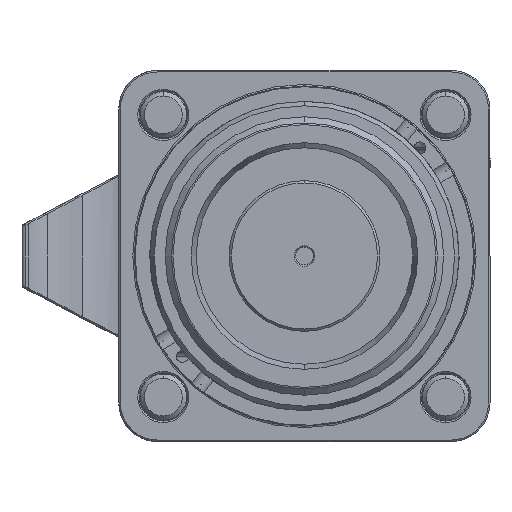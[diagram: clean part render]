
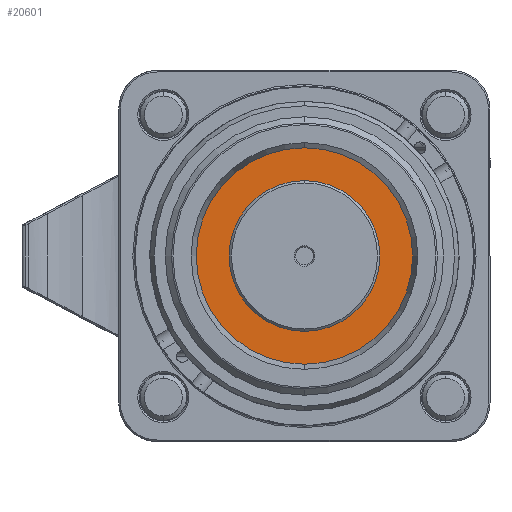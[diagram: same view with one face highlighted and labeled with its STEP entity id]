
A CAD part, front view. The second image highlights one B-rep face of the part: STEP entity #20601.
In plain terms, the highlighted planar face has unit normal (0, -1, 0).
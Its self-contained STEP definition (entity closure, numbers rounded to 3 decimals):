
#99 = DIRECTION ( 'NONE',  ( 0., -1., 0. ) ) ;
#1183 = EDGE_CURVE ( 'NONE', #24038, #27589, #13811, .T. ) ;
#2151 = DIRECTION ( 'NONE',  ( 0., 0., -1. ) ) ;
#2690 = DIRECTION ( 'NONE',  ( 0., -1., 0. ) ) ;
#4812 = CARTESIAN_POINT ( 'NONE',  ( 0., -33.118, 9.75 ) ) ;
#5057 = CARTESIAN_POINT ( 'NONE',  ( 0., -33.118, -14. ) ) ;
#5262 = AXIS2_PLACEMENT_3D ( 'NONE', #8966, #99, #26068 ) ;
#6566 = ORIENTED_EDGE ( 'NONE', *, *, #12790, .F. ) ;
#6812 = CIRCLE ( 'NONE', #23689, 9.75 ) ;
#7088 = FACE_OUTER_BOUND ( 'NONE', #27592, .T. ) ;
#8337 = CIRCLE ( 'NONE', #17255, 9.75 ) ;
#8966 = CARTESIAN_POINT ( 'NONE',  ( 0., -33.118, 0. ) ) ;
#9139 = CIRCLE ( 'NONE', #28031, 14. ) ;
#9421 = FACE_BOUND ( 'NONE', #25514, .T. ) ;
#9819 = DIRECTION ( 'NONE',  ( 0., 0., -1. ) ) ;
#9820 = ORIENTED_EDGE ( 'NONE', *, *, #1183, .T. ) ;
#12345 = VERTEX_POINT ( 'NONE', #4812 ) ;
#12790 = EDGE_CURVE ( 'NONE', #28275, #12345, #8337, .T. ) ;
#13540 = ORIENTED_EDGE ( 'NONE', *, *, #30603, .F. ) ;
#13811 = CIRCLE ( 'NONE', #30700, 14. ) ;
#16577 = PLANE ( 'NONE',  #5262 ) ;
#17255 = AXIS2_PLACEMENT_3D ( 'NONE', #26380, #21838, #26844 ) ;
#18078 = ORIENTED_EDGE ( 'NONE', *, *, #28079, .T. ) ;
#19078 = DIRECTION ( 'NONE',  ( 0., -1., 0. ) ) ;
#19240 = CARTESIAN_POINT ( 'NONE',  ( 0., -33.118, 0. ) ) ;
#20601 = ADVANCED_FACE ( 'NONE', ( #9421, #7088 ), #16577, .T. ) ;
#21838 = DIRECTION ( 'NONE',  ( 0., -1., 0. ) ) ;
#23557 = DIRECTION ( 'NONE',  ( 0., 0., 1. ) ) ;
#23689 = AXIS2_PLACEMENT_3D ( 'NONE', #26059, #28249, #23557 ) ;
#24038 = VERTEX_POINT ( 'NONE', #24613 ) ;
#24613 = CARTESIAN_POINT ( 'NONE',  ( 0., -33.118, 14. ) ) ;
#25362 = CARTESIAN_POINT ( 'NONE',  ( 0., -33.118, -9.75 ) ) ;
#25514 = EDGE_LOOP ( 'NONE', ( #6566, #13540 ) ) ;
#26059 = CARTESIAN_POINT ( 'NONE',  ( 0., -33.118, 0. ) ) ;
#26068 = DIRECTION ( 'NONE',  ( 0., 0., -1. ) ) ;
#26380 = CARTESIAN_POINT ( 'NONE',  ( 0., -33.118, 0. ) ) ;
#26844 = DIRECTION ( 'NONE',  ( 0., 0., 1. ) ) ;
#27589 = VERTEX_POINT ( 'NONE', #5057 ) ;
#27592 = EDGE_LOOP ( 'NONE', ( #18078, #9820 ) ) ;
#28031 = AXIS2_PLACEMENT_3D ( 'NONE', #28650, #2690, #9819 ) ;
#28079 = EDGE_CURVE ( 'NONE', #27589, #24038, #9139, .T. ) ;
#28249 = DIRECTION ( 'NONE',  ( 0., -1., 0. ) ) ;
#28275 = VERTEX_POINT ( 'NONE', #25362 ) ;
#28650 = CARTESIAN_POINT ( 'NONE',  ( 0., -33.118, 0. ) ) ;
#30603 = EDGE_CURVE ( 'NONE', #12345, #28275, #6812, .T. ) ;
#30700 = AXIS2_PLACEMENT_3D ( 'NONE', #19240, #19078, #2151 ) ;
